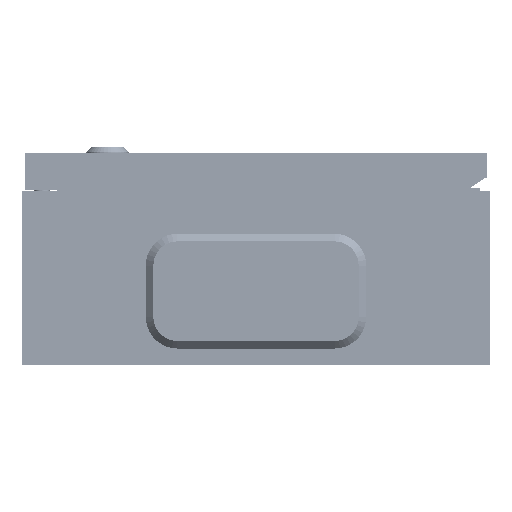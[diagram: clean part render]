
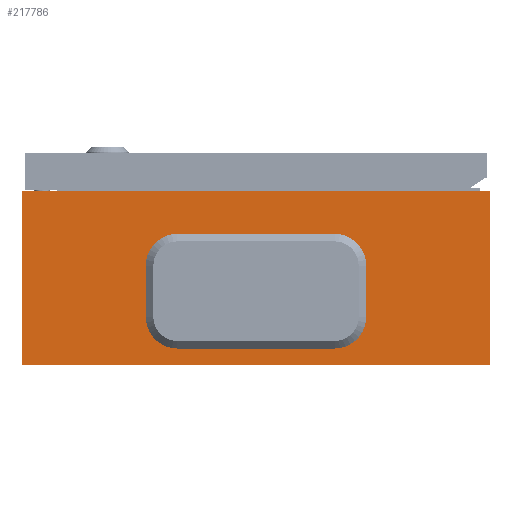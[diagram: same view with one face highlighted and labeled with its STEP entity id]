
A CAD part, front view. The second image highlights one B-rep face of the part: STEP entity #217786.
In plain terms, the highlighted planar face has unit normal (0, -1, 0).
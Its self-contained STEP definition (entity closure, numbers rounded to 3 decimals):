
#4998 = ORIENTED_EDGE ( 'NONE', *, *, #416839, .F. ) ;
#6377 = CARTESIAN_POINT ( 'NONE',  ( -83.846, -294.709, 356.931 ) ) ;
#10612 = CARTESIAN_POINT ( 'NONE',  ( -83.846, -294.709, 287.431 ) ) ;
#10650 = CARTESIAN_POINT ( 'NONE',  ( 122.654, -294.709, 273.431 ) ) ;
#13302 = VECTOR ( 'NONE', #237252, 1000. ) ;
#16691 = EDGE_LOOP ( 'NONE', ( #353370, #386840, #257534, #272174 ) ) ;
#18889 = CARTESIAN_POINT ( 'NONE',  ( 37.154, -294.709, 305.431 ) ) ;
#22190 = ORIENTED_EDGE ( 'NONE', *, *, #295337, .F. ) ;
#34953 = AXIS2_PLACEMENT_3D ( 'NONE', #82044, #338467, #158006 ) ;
#45767 = CARTESIAN_POINT ( 'NONE',  ( -187.346, -294.709, 273.431 ) ) ;
#46377 = ORIENTED_EDGE ( 'NONE', *, *, #356002, .F. ) ;
#49748 = DIRECTION ( 'NONE',  ( 1., 0., 0. ) ) ;
#51770 = CARTESIAN_POINT ( 'NONE',  ( 122.654, -294.709, 388.431 ) ) ;
#53985 = FACE_BOUND ( 'NONE', #160812, .T. ) ;
#58341 = EDGE_CURVE ( 'NONE', #196008, #168722, #180978, .T. ) ;
#61096 = EDGE_CURVE ( 'NONE', #295551, #286100, #243012, .T. ) ;
#63513 = CARTESIAN_POINT ( 'NONE',  ( -101.846, -294.709, 305.431 ) ) ;
#69544 = CARTESIAN_POINT ( 'NONE',  ( 19.154, -294.709, 356.931 ) ) ;
#80027 = VECTOR ( 'NONE', #447140, 1000. ) ;
#82044 = CARTESIAN_POINT ( 'NONE',  ( -3112.346, -294.709, 386.631 ) ) ;
#89537 = CARTESIAN_POINT ( 'NONE',  ( -3112.346, -294.709, 388.431 ) ) ;
#89865 = DIRECTION ( 'NONE',  ( 0., -1., 0. ) ) ;
#94585 = VERTEX_POINT ( 'NONE', #223401 ) ;
#101503 = EDGE_CURVE ( 'NONE', #355404, #196008, #420852, .T. ) ;
#115023 = VERTEX_POINT ( 'NONE', #63513 ) ;
#119888 = ORIENTED_EDGE ( 'NONE', *, *, #286734, .F. ) ;
#128067 = LINE ( 'NONE', #377831, #80027 ) ;
#130969 = LINE ( 'NONE', #89537, #367265 ) ;
#132852 = AXIS2_PLACEMENT_3D ( 'NONE', #149089, #179171, #320422 ) ;
#133462 = VERTEX_POINT ( 'NONE', #172972 ) ;
#135340 = DIRECTION ( 'NONE',  ( 1., 0., 0. ) ) ;
#137821 = CARTESIAN_POINT ( 'NONE',  ( -187.346, -294.709, 273.431 ) ) ;
#149089 = CARTESIAN_POINT ( 'NONE',  ( -83.846, -294.709, 305.431 ) ) ;
#154117 = VERTEX_POINT ( 'NONE', #45767 ) ;
#158006 = DIRECTION ( 'NONE',  ( 0., 0., -1. ) ) ;
#160812 = EDGE_LOOP ( 'NONE', ( #304510, #4998, #119888, #22190, #263998, #297332, #391758, #46377 ) ) ;
#162129 = CIRCLE ( 'NONE', #132852, 18. ) ;
#163291 = DIRECTION ( 'NONE',  ( -1., 0., 0. ) ) ;
#163331 = EDGE_CURVE ( 'NONE', #398039, #355404, #368122, .T. ) ;
#168722 = VERTEX_POINT ( 'NONE', #374009 ) ;
#172972 = CARTESIAN_POINT ( 'NONE',  ( 122.654, -294.709, 273.431 ) ) ;
#179171 = DIRECTION ( 'NONE',  ( 0., -1., 0. ) ) ;
#180978 = CIRCLE ( 'NONE', #439483, 18. ) ;
#193750 = CARTESIAN_POINT ( 'NONE',  ( 19.154, -294.709, 305.431 ) ) ;
#196008 = VERTEX_POINT ( 'NONE', #6377 ) ;
#198890 = CARTESIAN_POINT ( 'NONE',  ( -83.846, -294.709, 356.931 ) ) ;
#200412 = DIRECTION ( 'NONE',  ( 1., 0., 0. ) ) ;
#203380 = EDGE_CURVE ( 'NONE', #154117, #133462, #318037, .T. ) ;
#205831 = VECTOR ( 'NONE', #377037, 1000. ) ;
#217786 = ADVANCED_FACE ( 'NONE', ( #370845, #53985 ), #444685, .T. ) ;
#223401 = CARTESIAN_POINT ( 'NONE',  ( -187.346, -294.709, 388.431 ) ) ;
#227096 = VECTOR ( 'NONE', #278918, 1000. ) ;
#235303 = EDGE_CURVE ( 'NONE', #374712, #133462, #431419, .T. ) ;
#237252 = DIRECTION ( 'NONE',  ( 0., 0., 1. ) ) ;
#243012 = CIRCLE ( 'NONE', #428204, 18. ) ;
#248884 = DIRECTION ( 'NONE',  ( 0., 0., -1. ) ) ;
#253575 = VECTOR ( 'NONE', #49748, 1000. ) ;
#255269 = DIRECTION ( 'NONE',  ( -1., 0., 0. ) ) ;
#257534 = ORIENTED_EDGE ( 'NONE', *, *, #203380, .T. ) ;
#261374 = CARTESIAN_POINT ( 'NONE',  ( -83.846, -294.709, 287.431 ) ) ;
#263998 = ORIENTED_EDGE ( 'NONE', *, *, #58341, .F. ) ;
#272174 = ORIENTED_EDGE ( 'NONE', *, *, #235303, .F. ) ;
#278141 = EDGE_CURVE ( 'NONE', #374712, #94585, #130969, .T. ) ;
#278695 = CARTESIAN_POINT ( 'NONE',  ( -32.346, -294.709, 273.431 ) ) ;
#278918 = DIRECTION ( 'NONE',  ( 0., 0., -1. ) ) ;
#281317 = DIRECTION ( 'NONE',  ( 0., -1., 0. ) ) ;
#286100 = VERTEX_POINT ( 'NONE', #18889 ) ;
#286734 = EDGE_CURVE ( 'NONE', #115023, #367045, #162129, .T. ) ;
#295337 = EDGE_CURVE ( 'NONE', #168722, #115023, #128067, .T. ) ;
#295551 = VERTEX_POINT ( 'NONE', #355695 ) ;
#297332 = ORIENTED_EDGE ( 'NONE', *, *, #101503, .F. ) ;
#298737 = VECTOR ( 'NONE', #135340, 1000. ) ;
#304510 = ORIENTED_EDGE ( 'NONE', *, *, #61096, .F. ) ;
#318037 = LINE ( 'NONE', #278695, #298737 ) ;
#320258 = CARTESIAN_POINT ( 'NONE',  ( -83.846, -294.709, 338.931 ) ) ;
#320422 = DIRECTION ( 'NONE',  ( 1., 0., 0. ) ) ;
#327365 = LINE ( 'NONE', #10612, #253575 ) ;
#332153 = AXIS2_PLACEMENT_3D ( 'NONE', #447902, #281317, #200412 ) ;
#334924 = DIRECTION ( 'NONE',  ( 1., 0., 0. ) ) ;
#338467 = DIRECTION ( 'NONE',  ( 0., -1., 0. ) ) ;
#350602 = LINE ( 'NONE', #382973, #13302 ) ;
#352700 = VECTOR ( 'NONE', #248884, 1000. ) ;
#353370 = ORIENTED_EDGE ( 'NONE', *, *, #278141, .T. ) ;
#355404 = VERTEX_POINT ( 'NONE', #69544 ) ;
#355695 = CARTESIAN_POINT ( 'NONE',  ( 19.154, -294.709, 287.431 ) ) ;
#355984 = EDGE_CURVE ( 'NONE', #94585, #154117, #380735, .T. ) ;
#356002 = EDGE_CURVE ( 'NONE', #286100, #398039, #350602, .T. ) ;
#367045 = VERTEX_POINT ( 'NONE', #261374 ) ;
#367265 = VECTOR ( 'NONE', #163291, 1000. ) ;
#368122 = CIRCLE ( 'NONE', #332153, 18. ) ;
#370845 = FACE_OUTER_BOUND ( 'NONE', #16691, .T. ) ;
#374009 = CARTESIAN_POINT ( 'NONE',  ( -101.846, -294.709, 338.931 ) ) ;
#374712 = VERTEX_POINT ( 'NONE', #51770 ) ;
#377037 = DIRECTION ( 'NONE',  ( -1., 0., 0. ) ) ;
#377831 = CARTESIAN_POINT ( 'NONE',  ( -101.846, -294.709, 338.931 ) ) ;
#380735 = LINE ( 'NONE', #137821, #227096 ) ;
#381575 = CARTESIAN_POINT ( 'NONE',  ( 37.154, -294.709, 338.931 ) ) ;
#382973 = CARTESIAN_POINT ( 'NONE',  ( 37.154, -294.709, 338.931 ) ) ;
#386840 = ORIENTED_EDGE ( 'NONE', *, *, #355984, .T. ) ;
#391758 = ORIENTED_EDGE ( 'NONE', *, *, #163331, .F. ) ;
#391837 = DIRECTION ( 'NONE',  ( 0., -1., 0. ) ) ;
#398039 = VERTEX_POINT ( 'NONE', #381575 ) ;
#416839 = EDGE_CURVE ( 'NONE', #367045, #295551, #327365, .T. ) ;
#420852 = LINE ( 'NONE', #198890, #205831 ) ;
#428204 = AXIS2_PLACEMENT_3D ( 'NONE', #193750, #89865, #334924 ) ;
#431419 = LINE ( 'NONE', #10650, #352700 ) ;
#439483 = AXIS2_PLACEMENT_3D ( 'NONE', #320258, #391837, #255269 ) ;
#444685 = PLANE ( 'NONE',  #34953 ) ;
#447140 = DIRECTION ( 'NONE',  ( 0., 0., -1. ) ) ;
#447902 = CARTESIAN_POINT ( 'NONE',  ( 19.154, -294.709, 338.931 ) ) ;
